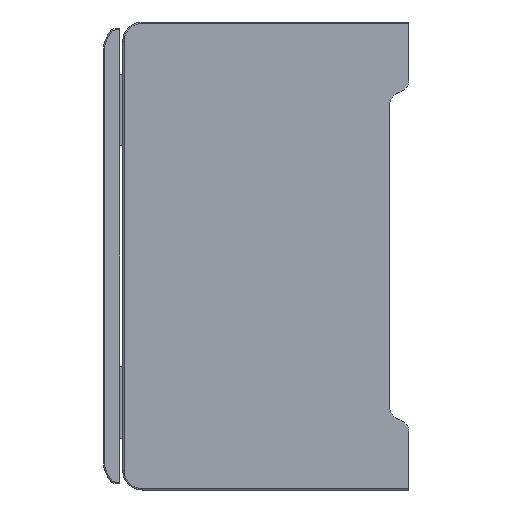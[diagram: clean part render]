
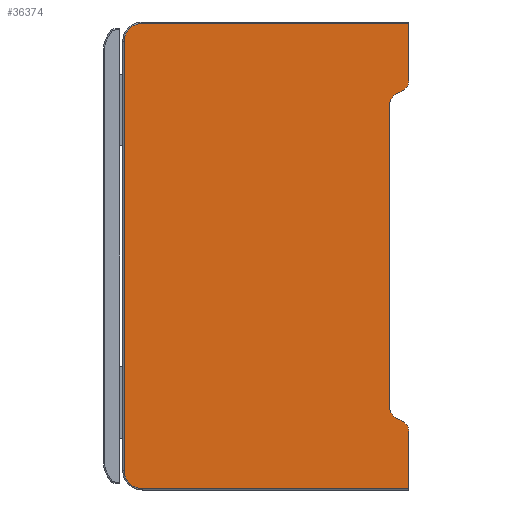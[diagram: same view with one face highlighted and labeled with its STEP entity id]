
A CAD part, left-side view. The second image highlights one B-rep face of the part: STEP entity #36374.
In plain terms, the highlighted planar face has unit normal (-1, 0, 0).
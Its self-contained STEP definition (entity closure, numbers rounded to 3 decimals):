
#2605=DIRECTION('',(0.,0.,1.));
#2606=VECTOR('',#2605,8.8);
#2607=CARTESIAN_POINT('',(-110.,0.,-35.8));
#2608=LINE('',#2607,#2606);
#2609=DIRECTION('',(0.,0.,1.));
#2610=VECTOR('',#2609,8.8);
#2611=CARTESIAN_POINT('',(-110.,0.,27.));
#2612=LINE('',#2611,#2610);
#2635=DIRECTION('',(0.,-1.,0.));
#2636=VECTOR('',#2635,41.);
#2637=CARTESIAN_POINT('',(-110.,41.,35.8));
#2638=LINE('',#2637,#2636);
#2639=CARTESIAN_POINT('',(-110.,1.732,27.));
#2640=DIRECTION('',(1.,0.,0.));
#2641=DIRECTION('',(0.,-1.,0.));
#2642=AXIS2_PLACEMENT_3D('',#2639,#2640,#2641);
#2644=DIRECTION('',(0.,-0.866,0.5));
#2645=VECTOR('',#2644,1.309);
#2646=CARTESIAN_POINT('',(-110.,2.,24.845));
#2647=LINE('',#2646,#2645);
#2648=CARTESIAN_POINT('',(-110.,1.,23.113));
#2649=DIRECTION('',(1.,0.,0.));
#2650=DIRECTION('',(0.,1.,0.));
#2651=AXIS2_PLACEMENT_3D('',#2648,#2649,#2650);
#2653=DIRECTION('',(0.,0.,1.));
#2654=VECTOR('',#2653,46.227);
#2655=CARTESIAN_POINT('',(-110.,3.,-23.113));
#2656=LINE('',#2655,#2654);
#2657=CARTESIAN_POINT('',(-110.,1.,-23.113));
#2658=DIRECTION('',(1.,0.,0.));
#2659=DIRECTION('',(0.,0.5,-0.866));
#2660=AXIS2_PLACEMENT_3D('',#2657,#2658,#2659);
#2662=DIRECTION('',(0.,0.866,0.5));
#2663=VECTOR('',#2662,1.309);
#2664=CARTESIAN_POINT('',(-110.,0.866,-25.5));
#2665=LINE('',#2664,#2663);
#2666=CARTESIAN_POINT('',(-110.,1.732,-27.));
#2667=DIRECTION('',(1.,0.,0.));
#2668=DIRECTION('',(0.,-0.5,0.866));
#2669=AXIS2_PLACEMENT_3D('',#2666,#2667,#2668);
#2671=DIRECTION('',(0.,1.,0.));
#2672=VECTOR('',#2671,41.);
#2673=CARTESIAN_POINT('',(-110.,0.,-35.8));
#2674=LINE('',#2673,#2672);
#2675=CARTESIAN_POINT('',(-110.,41.,-33.));
#2676=DIRECTION('',(1.,0.,0.));
#2677=DIRECTION('',(0.,0.,-1.));
#2678=AXIS2_PLACEMENT_3D('',#2675,#2676,#2677);
#2680=DIRECTION('',(0.,0.,1.));
#2681=VECTOR('',#2680,66.);
#2682=CARTESIAN_POINT('',(-110.,43.8,-33.));
#2683=LINE('',#2682,#2681);
#2684=CARTESIAN_POINT('',(-110.,41.,33.));
#2685=DIRECTION('',(1.,0.,0.));
#2686=DIRECTION('',(0.,1.,0.));
#2687=AXIS2_PLACEMENT_3D('',#2684,#2685,#2686);
#26479=CARTESIAN_POINT('',(-110.,0.866,-25.5));
#26480=CARTESIAN_POINT('',(-110.,0.,-27.));
#26481=VERTEX_POINT('',#26479);
#26482=VERTEX_POINT('',#26480);
#26483=CARTESIAN_POINT('',(-110.,2.,-24.845));
#26484=VERTEX_POINT('',#26483);
#26485=CARTESIAN_POINT('',(-110.,3.,-23.113));
#26486=VERTEX_POINT('',#26485);
#26487=CARTESIAN_POINT('',(-110.,3.,23.113));
#26488=VERTEX_POINT('',#26487);
#26489=CARTESIAN_POINT('',(-110.,2.,24.845));
#26490=VERTEX_POINT('',#26489);
#26491=CARTESIAN_POINT('',(-110.,0.866,25.5));
#26492=VERTEX_POINT('',#26491);
#26493=CARTESIAN_POINT('',(-110.,0.,27.));
#26494=VERTEX_POINT('',#26493);
#29590=CARTESIAN_POINT('',(-110.,0.,35.8));
#29592=VERTEX_POINT('',#29590);
#29593=CARTESIAN_POINT('',(-110.,41.,35.8));
#29594=VERTEX_POINT('',#29593);
#29599=CARTESIAN_POINT('',(-110.,43.8,33.));
#29600=VERTEX_POINT('',#29599);
#29603=CARTESIAN_POINT('',(-110.,43.8,-33.));
#29604=VERTEX_POINT('',#29603);
#29607=CARTESIAN_POINT('',(-110.,41.,-35.8));
#29608=VERTEX_POINT('',#29607);
#29609=CARTESIAN_POINT('',(-110.,0.,-35.8));
#29611=VERTEX_POINT('',#29609);
#36344=CARTESIAN_POINT('',(-110.,0.,36.));
#36345=DIRECTION('',(-1.,0.,0.));
#36346=DIRECTION('',(0.,0.,-1.));
#36347=AXIS2_PLACEMENT_3D('',#36344,#36345,#36346);
#36348=PLANE('',#36347);
#36350=ORIENTED_EDGE('',*,*,#36349,.T.);
#36351=ORIENTED_EDGE('',*,*,#36316,.F.);
#36353=ORIENTED_EDGE('',*,*,#36352,.T.);
#36355=ORIENTED_EDGE('',*,*,#36354,.F.);
#36357=ORIENTED_EDGE('',*,*,#36356,.F.);
#36358=ORIENTED_EDGE('',*,*,#33911,.F.);
#36360=ORIENTED_EDGE('',*,*,#36359,.F.);
#36362=ORIENTED_EDGE('',*,*,#36361,.F.);
#36363=ORIENTED_EDGE('',*,*,#36335,.T.);
#36364=ORIENTED_EDGE('',*,*,#36304,.F.);
#36365=ORIENTED_EDGE('',*,*,#36286,.T.);
#36367=ORIENTED_EDGE('',*,*,#36366,.T.);
#36369=ORIENTED_EDGE('',*,*,#36368,.T.);
#36371=ORIENTED_EDGE('',*,*,#36370,.T.);
#36372=EDGE_LOOP('',(#36350,#36351,#36353,#36355,#36357,#36358,#36360,#36362,
#36363,#36364,#36365,#36367,#36369,#36371));
#36373=FACE_OUTER_BOUND('',#36372,.F.);
#36374=ADVANCED_FACE('',(#36373),#36348,.T.);
#2643=CIRCLE('',#2642,1.732);
#2652=CIRCLE('',#2651,2.);
#2661=CIRCLE('',#2660,2.);
#2670=CIRCLE('',#2669,1.732);
#2679=CIRCLE('',#2678,2.8);
#2688=CIRCLE('',#2687,2.8);
#33911=EDGE_CURVE('',#26486,#26488,#2656,.T.);
#36286=EDGE_CURVE('',#29611,#29608,#2674,.T.);
#36304=EDGE_CURVE('',#29611,#26482,#2608,.T.);
#36316=EDGE_CURVE('',#26494,#29592,#2612,.T.);
#36335=EDGE_CURVE('',#26481,#26482,#2670,.T.);
#36349=EDGE_CURVE('',#29594,#29592,#2638,.T.);
#36352=EDGE_CURVE('',#26494,#26492,#2643,.T.);
#36354=EDGE_CURVE('',#26490,#26492,#2647,.T.);
#36356=EDGE_CURVE('',#26488,#26490,#2652,.T.);
#36359=EDGE_CURVE('',#26484,#26486,#2661,.T.);
#36361=EDGE_CURVE('',#26481,#26484,#2665,.T.);
#36366=EDGE_CURVE('',#29608,#29604,#2679,.T.);
#36368=EDGE_CURVE('',#29604,#29600,#2683,.T.);
#36370=EDGE_CURVE('',#29600,#29594,#2688,.T.);
